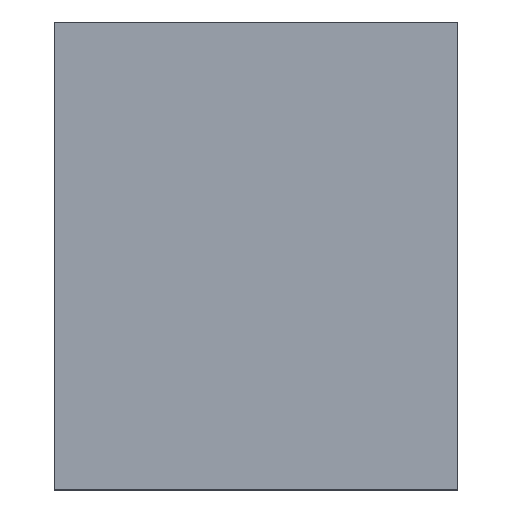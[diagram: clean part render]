
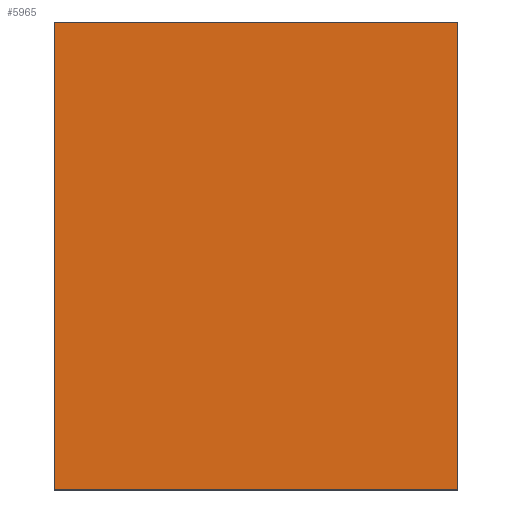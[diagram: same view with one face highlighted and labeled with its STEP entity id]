
A CAD part, top view. The second image highlights one B-rep face of the part: STEP entity #5965.
In plain terms, the highlighted planar face has unit normal (0, 0, 1).
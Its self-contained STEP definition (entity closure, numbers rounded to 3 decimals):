
#5651 = PLANE('',#5652);
#5652 = AXIS2_PLACEMENT_3D('',#5653,#5654,#5655);
#5653 = CARTESIAN_POINT('',(4.48,3.7,6.35));
#5654 = DIRECTION('',(0.,-1.,0.));
#5655 = DIRECTION('',(1.,0.,0.));
#5679 = PLANE('',#5680);
#5680 = AXIS2_PLACEMENT_3D('',#5681,#5682,#5683);
#5681 = CARTESIAN_POINT('',(12.13,3.7,0.));
#5682 = DIRECTION('',(1.,0.,0.));
#5683 = DIRECTION('',(0.,0.,1.));
#5707 = PLANE('',#5708);
#5708 = AXIS2_PLACEMENT_3D('',#5709,#5710,#5711);
#5709 = CARTESIAN_POINT('',(4.48,-14.04,6.35));
#5710 = DIRECTION('',(0.,-1.,0.));
#5711 = DIRECTION('',(1.,0.,0.));
#5735 = PLANE('',#5736);
#5736 = AXIS2_PLACEMENT_3D('',#5737,#5738,#5739);
#5737 = CARTESIAN_POINT('',(-3.17,3.7,0.));
#5738 = DIRECTION('',(-1.,0.,0.));
#5739 = DIRECTION('',(0.,-1.,0.));
#5894 = VERTEX_POINT('',#5895);
#5895 = CARTESIAN_POINT('',(-3.17,-14.04,12.7));
#5916 = EDGE_CURVE('',#5917,#5894,#5919,.T.);
#5917 = VERTEX_POINT('',#5918);
#5918 = CARTESIAN_POINT('',(-3.17,3.7,12.7));
#5919 = SURFACE_CURVE('',#5920,(#5924,#5931),.PCURVE_S1.);
#5920 = LINE('',#5921,#5922);
#5921 = CARTESIAN_POINT('',(-3.17,3.7,12.7));
#5922 = VECTOR('',#5923,1.);
#5923 = DIRECTION('',(0.,-1.,0.));
#5924 = PCURVE('',#5735,#5925);
#5925 = DEFINITIONAL_REPRESENTATION('',(#5926),#5930);
#5926 = LINE('',#5927,#5928);
#5927 = CARTESIAN_POINT('',(0.,12.7));
#5928 = VECTOR('',#5929,1.);
#5929 = DIRECTION('',(1.,0.));
#5930 = ( GEOMETRIC_REPRESENTATION_CONTEXT(2) 
PARAMETRIC_REPRESENTATION_CONTEXT() REPRESENTATION_CONTEXT('2D SPACE',''
  ) );
#5931 = PCURVE('',#5932,#5937);
#5932 = PLANE('',#5933);
#5933 = AXIS2_PLACEMENT_3D('',#5934,#5935,#5936);
#5934 = CARTESIAN_POINT('',(12.13,3.7,12.7));
#5935 = DIRECTION('',(0.,0.,1.));
#5936 = DIRECTION('',(-1.,0.,0.));
#5937 = DEFINITIONAL_REPRESENTATION('',(#5938),#5942);
#5938 = LINE('',#5939,#5940);
#5939 = CARTESIAN_POINT('',(15.3,0.));
#5940 = VECTOR('',#5941,1.);
#5941 = DIRECTION('',(0.,1.));
#5942 = ( GEOMETRIC_REPRESENTATION_CONTEXT(2) 
PARAMETRIC_REPRESENTATION_CONTEXT() REPRESENTATION_CONTEXT('2D SPACE',''
  ) );
#5965 = ADVANCED_FACE('',(#5966),#5932,.T.);
#5966 = FACE_BOUND('',#5967,.T.);
#5967 = EDGE_LOOP('',(#5968,#5991,#6014,#6035));
#5968 = ORIENTED_EDGE('',*,*,#5969,.F.);
#5969 = EDGE_CURVE('',#5970,#5894,#5972,.T.);
#5970 = VERTEX_POINT('',#5971);
#5971 = CARTESIAN_POINT('',(12.13,-14.04,12.7));
#5972 = SURFACE_CURVE('',#5973,(#5977,#5984),.PCURVE_S1.);
#5973 = LINE('',#5974,#5975);
#5974 = CARTESIAN_POINT('',(12.13,-14.04,12.7));
#5975 = VECTOR('',#5976,1.);
#5976 = DIRECTION('',(-1.,0.,0.));
#5977 = PCURVE('',#5932,#5978);
#5978 = DEFINITIONAL_REPRESENTATION('',(#5979),#5983);
#5979 = LINE('',#5980,#5981);
#5980 = CARTESIAN_POINT('',(0.,17.74));
#5981 = VECTOR('',#5982,1.);
#5982 = DIRECTION('',(1.,0.));
#5983 = ( GEOMETRIC_REPRESENTATION_CONTEXT(2) 
PARAMETRIC_REPRESENTATION_CONTEXT() REPRESENTATION_CONTEXT('2D SPACE',''
  ) );
#5984 = PCURVE('',#5707,#5985);
#5985 = DEFINITIONAL_REPRESENTATION('',(#5986),#5990);
#5986 = LINE('',#5987,#5988);
#5987 = CARTESIAN_POINT('',(7.65,6.35));
#5988 = VECTOR('',#5989,1.);
#5989 = DIRECTION('',(-1.,0.));
#5990 = ( GEOMETRIC_REPRESENTATION_CONTEXT(2) 
PARAMETRIC_REPRESENTATION_CONTEXT() REPRESENTATION_CONTEXT('2D SPACE',''
  ) );
#5991 = ORIENTED_EDGE('',*,*,#5992,.F.);
#5992 = EDGE_CURVE('',#5993,#5970,#5995,.T.);
#5993 = VERTEX_POINT('',#5994);
#5994 = CARTESIAN_POINT('',(12.13,3.7,12.7));
#5995 = SURFACE_CURVE('',#5996,(#6000,#6007),.PCURVE_S1.);
#5996 = LINE('',#5997,#5998);
#5997 = CARTESIAN_POINT('',(12.13,3.7,12.7));
#5998 = VECTOR('',#5999,1.);
#5999 = DIRECTION('',(0.,-1.,0.));
#6000 = PCURVE('',#5932,#6001);
#6001 = DEFINITIONAL_REPRESENTATION('',(#6002),#6006);
#6002 = LINE('',#6003,#6004);
#6003 = CARTESIAN_POINT('',(0.,-0.));
#6004 = VECTOR('',#6005,1.);
#6005 = DIRECTION('',(0.,1.));
#6006 = ( GEOMETRIC_REPRESENTATION_CONTEXT(2) 
PARAMETRIC_REPRESENTATION_CONTEXT() REPRESENTATION_CONTEXT('2D SPACE',''
  ) );
#6007 = PCURVE('',#5679,#6008);
#6008 = DEFINITIONAL_REPRESENTATION('',(#6009),#6013);
#6009 = LINE('',#6010,#6011);
#6010 = CARTESIAN_POINT('',(12.7,0.));
#6011 = VECTOR('',#6012,1.);
#6012 = DIRECTION('',(0.,1.));
#6013 = ( GEOMETRIC_REPRESENTATION_CONTEXT(2) 
PARAMETRIC_REPRESENTATION_CONTEXT() REPRESENTATION_CONTEXT('2D SPACE',''
  ) );
#6014 = ORIENTED_EDGE('',*,*,#6015,.T.);
#6015 = EDGE_CURVE('',#5993,#5917,#6016,.T.);
#6016 = SURFACE_CURVE('',#6017,(#6021,#6028),.PCURVE_S1.);
#6017 = LINE('',#6018,#6019);
#6018 = CARTESIAN_POINT('',(12.13,3.7,12.7));
#6019 = VECTOR('',#6020,1.);
#6020 = DIRECTION('',(-1.,0.,0.));
#6021 = PCURVE('',#5932,#6022);
#6022 = DEFINITIONAL_REPRESENTATION('',(#6023),#6027);
#6023 = LINE('',#6024,#6025);
#6024 = CARTESIAN_POINT('',(0.,-0.));
#6025 = VECTOR('',#6026,1.);
#6026 = DIRECTION('',(1.,0.));
#6027 = ( GEOMETRIC_REPRESENTATION_CONTEXT(2) 
PARAMETRIC_REPRESENTATION_CONTEXT() REPRESENTATION_CONTEXT('2D SPACE',''
  ) );
#6028 = PCURVE('',#5651,#6029);
#6029 = DEFINITIONAL_REPRESENTATION('',(#6030),#6034);
#6030 = LINE('',#6031,#6032);
#6031 = CARTESIAN_POINT('',(7.65,6.35));
#6032 = VECTOR('',#6033,1.);
#6033 = DIRECTION('',(-1.,0.));
#6034 = ( GEOMETRIC_REPRESENTATION_CONTEXT(2) 
PARAMETRIC_REPRESENTATION_CONTEXT() REPRESENTATION_CONTEXT('2D SPACE',''
  ) );
#6035 = ORIENTED_EDGE('',*,*,#5916,.T.);
